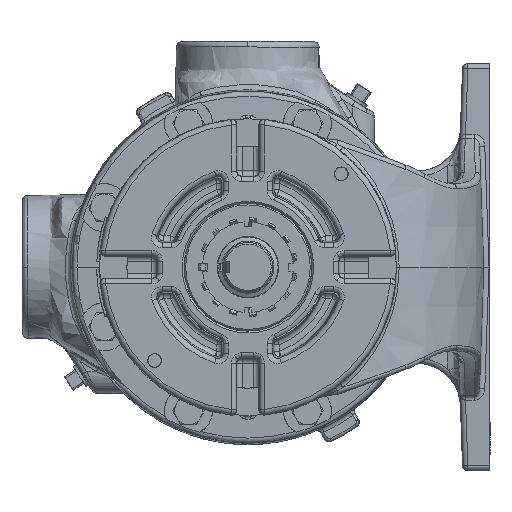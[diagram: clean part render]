
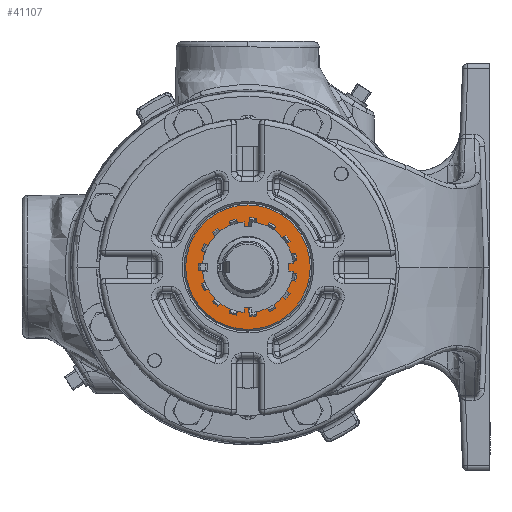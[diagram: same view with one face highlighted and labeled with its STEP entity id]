
A CAD part, left-side view. The second image highlights one B-rep face of the part: STEP entity #41107.
In plain terms, the highlighted planar face has unit normal (-1, 0, 0).
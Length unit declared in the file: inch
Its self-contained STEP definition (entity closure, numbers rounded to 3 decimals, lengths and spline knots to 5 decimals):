
#933 = DIRECTION ( 'NONE',  ( -1., 0., 0. ) ) ;
#14803 = DIRECTION ( 'NONE',  ( 0., 0., 1. ) ) ;
#14876 = EDGE_LOOP ( 'NONE', ( #120694, #125547 ) ) ;
#22212 = DIRECTION ( 'NONE',  ( -1., 0., 0. ) ) ;
#30746 = CIRCLE ( 'NONE', #62709, 1.415 ) ;
#37198 = FACE_OUTER_BOUND ( 'NONE', #41916, .T. ) ;
#41107 = ADVANCED_FACE ( 'NONE', ( #250074, #37198 ), #227413, .F. ) ;
#41916 = EDGE_LOOP ( 'NONE', ( #137769, #144177 ) ) ;
#56593 = VERTEX_POINT ( 'NONE', #161709 ) ;
#61319 = AXIS2_PLACEMENT_3D ( 'NONE', #145734, #22212, #166501 ) ;
#62709 = AXIS2_PLACEMENT_3D ( 'NONE', #214508, #90878, #235286 ) ;
#63276 = DIRECTION ( 'NONE',  ( 1., 0., 0. ) ) ;
#82410 = VERTEX_POINT ( 'NONE', #174297 ) ;
#90725 = CIRCLE ( 'NONE', #114765, 0.855 ) ;
#90878 = DIRECTION ( 'NONE',  ( -1., 0., 0. ) ) ;
#97140 = CIRCLE ( 'NONE', #219088, 0.855 ) ;
#103975 = EDGE_CURVE ( 'NONE', #227899, #160084, #30746, .T. ) ;
#114765 = AXIS2_PLACEMENT_3D ( 'NONE', #124431, #933, #145150 ) ;
#120694 = ORIENTED_EDGE ( 'NONE', *, *, #161124, .F. ) ;
#124431 = CARTESIAN_POINT ( 'NONE',  ( -10.74799, 0., 0. ) ) ;
#125547 = ORIENTED_EDGE ( 'NONE', *, *, #236019, .F. ) ;
#137769 = ORIENTED_EDGE ( 'NONE', *, *, #146898, .T. ) ;
#138331 = DIRECTION ( 'NONE',  ( -1., 0., 0. ) ) ;
#142311 = AXIS2_PLACEMENT_3D ( 'NONE', #186744, #63276, #207499 ) ;
#144177 = ORIENTED_EDGE ( 'NONE', *, *, #103975, .T. ) ;
#145150 = DIRECTION ( 'NONE',  ( 0., 0., 1. ) ) ;
#145734 = CARTESIAN_POINT ( 'NONE',  ( -10.74799, 0., 0. ) ) ;
#146898 = EDGE_CURVE ( 'NONE', #160084, #227899, #151167, .T. ) ;
#151167 = CIRCLE ( 'NONE', #61319, 1.415 ) ;
#160084 = VERTEX_POINT ( 'NONE', #220513 ) ;
#161124 = EDGE_CURVE ( 'NONE', #82410, #56593, #90725, .T. ) ;
#161709 = CARTESIAN_POINT ( 'NONE',  ( -10.74799, 0., -0.855 ) ) ;
#166501 = DIRECTION ( 'NONE',  ( 0., 0., 1. ) ) ;
#174297 = CARTESIAN_POINT ( 'NONE',  ( -10.74799, 0., 0.855 ) ) ;
#186744 = CARTESIAN_POINT ( 'NONE',  ( -10.74799, 0.855, 0. ) ) ;
#207499 = DIRECTION ( 'NONE',  ( 0., 0., -1. ) ) ;
#214508 = CARTESIAN_POINT ( 'NONE',  ( -10.74799, 0., 0. ) ) ;
#219088 = AXIS2_PLACEMENT_3D ( 'NONE', #261805, #138331, #14803 ) ;
#220513 = CARTESIAN_POINT ( 'NONE',  ( -10.74799, 0., -1.415 ) ) ;
#227413 = PLANE ( 'NONE',  #142311 ) ;
#227899 = VERTEX_POINT ( 'NONE', #252655 ) ;
#235286 = DIRECTION ( 'NONE',  ( 0., 0., 1. ) ) ;
#236019 = EDGE_CURVE ( 'NONE', #56593, #82410, #97140, .T. ) ;
#250074 = FACE_BOUND ( 'NONE', #14876, .T. ) ;
#252655 = CARTESIAN_POINT ( 'NONE',  ( -10.74799, 0., 1.415 ) ) ;
#261805 = CARTESIAN_POINT ( 'NONE',  ( -10.74799, 0., 0. ) ) ;
